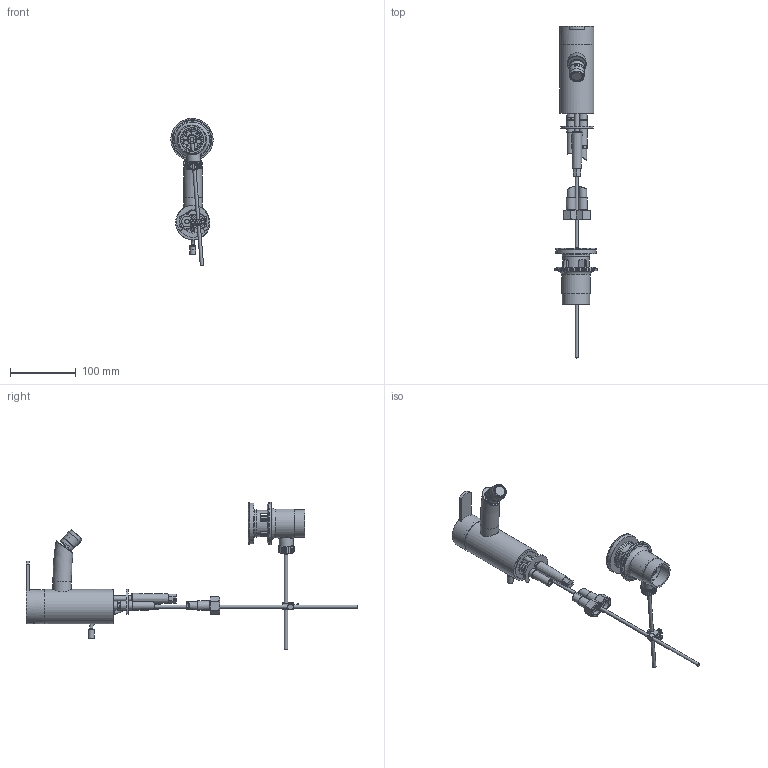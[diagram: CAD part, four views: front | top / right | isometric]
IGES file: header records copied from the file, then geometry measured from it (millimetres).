
Global section: file name: No Iges File Name specified; native system: Autodesk Inventor 2012; preprocessor: AutoDesk Inventor Iges Exporter R2012; author: mblakey; date: 20121004.143841; units: millimetre
Bounding box: 64.19 x 504.26 x 223.75 mm (x, y, z)
Volume: 420466.6 mm3; surface area: 201344 mm2
Topology: 46 solids, 46 shells, 949 faces, 2180 edges, 1417 vertices
Faces by surface type: plane 524, revolution 161, cylinder 130, bspline 53, torus 45, cone 28, sphere 8
Full cylindrical faces by diameter (mm): 4 x3, 4.8 x3, 5 x5, 6 x2, 6.2 x1, 8 x5, 8.8 x1, 9 x1, 9.8 x1, 11.5 x1, 11.7 x4, 12 x2, 12.7 x2, 13 x1, 13.4 x2, 13.5 x1, 14 x2, 14.1 x2, 15.5 x1, 17 x1, 18.3 x1, 18.8 x1, 20 x1, 20.5 x1, 20.7 x1, 20.96 x1, 22 x1, 23 x2, 23.2 x1, 24 x1
